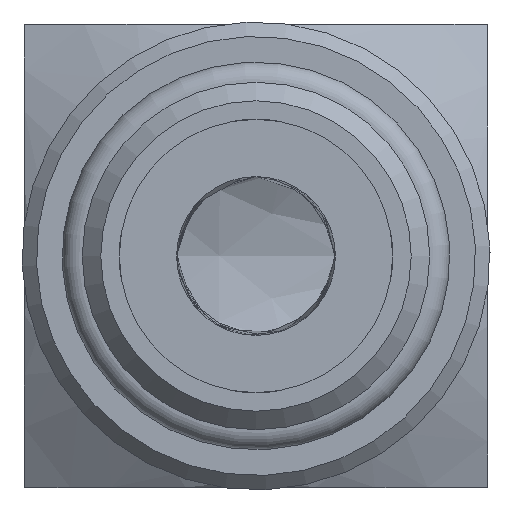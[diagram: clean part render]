
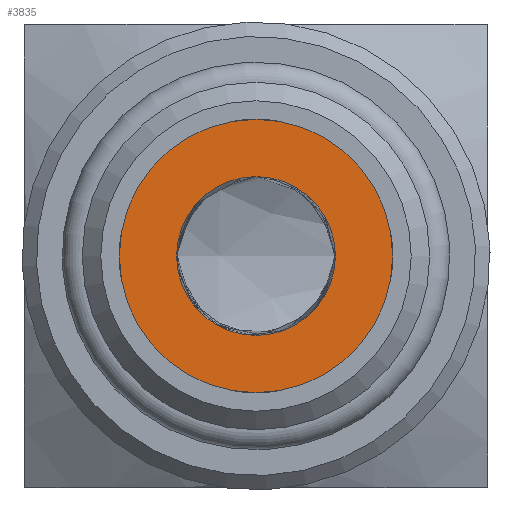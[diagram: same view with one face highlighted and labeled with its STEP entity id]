
A CAD part, left-side view. The second image highlights one B-rep face of the part: STEP entity #3835.
In plain terms, the highlighted planar face has unit normal (-1, 0, 0).
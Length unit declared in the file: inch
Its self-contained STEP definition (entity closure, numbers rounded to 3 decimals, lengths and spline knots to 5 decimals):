
#3585=CARTESIAN_POINT('',(-2.555,-0.1715,0.0));
#3586=VERTEX_POINT('',#3585);
#3587=CARTESIAN_POINT('',(-2.555,0.0,0.0));
#3588=DIRECTION('',(1.0,0.0,0.0));
#3589=DIRECTION('',(0.0,-1.0,0.0));
#3590=AXIS2_PLACEMENT_3D('',#3587,#3588,#3589);
#3591=CIRCLE('',#3590,0.1715);
#3592=EDGE_CURVE('',#3586,#3586,#3591,.T.);
#3816=CARTESIAN_POINT('',(-2.555,0.1475,0.0));
#3817=DIRECTION('',(-1.0,0.0,0.0));
#3818=DIRECTION('',(0.0,0.0,1.0));
#3819=AXIS2_PLACEMENT_3D('',#3816,#3817,#3818);
#3820=PLANE('',#3819);
#3821=CARTESIAN_POINT('',(-2.555,0.295,0.0));
#3822=VERTEX_POINT('',#3821);
#3823=CARTESIAN_POINT('',(-2.555,0.0,0.0));
#3824=DIRECTION('',(1.0,0.0,0.0));
#3825=DIRECTION('',(0.0,1.0,0.0));
#3826=AXIS2_PLACEMENT_3D('',#3823,#3824,#3825);
#3827=CIRCLE('',#3826,0.295);
#3828=EDGE_CURVE('',#3822,#3822,#3827,.T.);
#3829=ORIENTED_EDGE('',*,*,#3828,.F.);
#3830=EDGE_LOOP('',(#3829));
#3831=FACE_OUTER_BOUND('',#3830,.T.);
#3832=ORIENTED_EDGE('',*,*,#3592,.T.);
#3833=EDGE_LOOP('',(#3832));
#3834=FACE_BOUND('',#3833,.T.);
#3835=ADVANCED_FACE('',(#3831,#3834),#3820,.T.);
